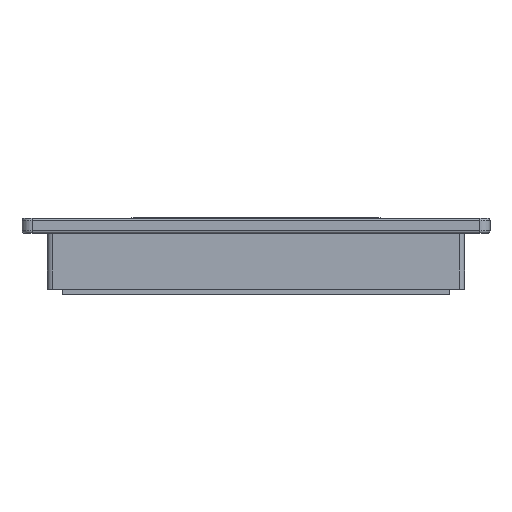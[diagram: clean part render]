
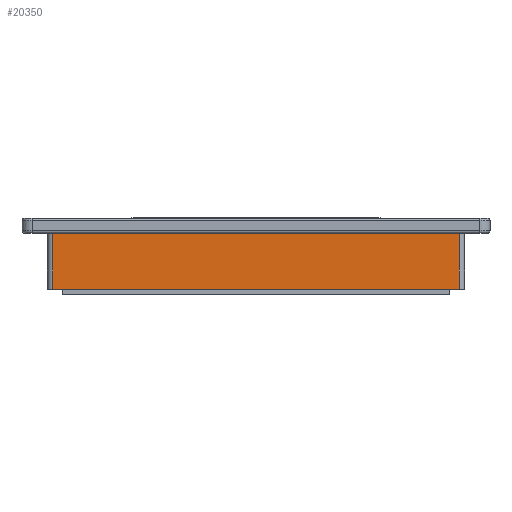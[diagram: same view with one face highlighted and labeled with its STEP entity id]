
A CAD part, left-side view. The second image highlights one B-rep face of the part: STEP entity #20350.
In plain terms, the highlighted face is planar.
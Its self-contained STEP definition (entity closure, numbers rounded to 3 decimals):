
#19960=CARTESIAN_POINT('',(58.999,-40.001,
-1.2));
#19970=DIRECTION('',(1.,0.,0.));
#19980=DIRECTION('',(0.,-1.,0.));
#19990=AXIS2_PLACEMENT_3D('',#19960,#19970,#19980);
#20000=PLANE('',#19990);
#20010=CARTESIAN_POINT('',(58.999,-40.,0.));
#20020=DIRECTION('',(0.,0.,-1.));
#20030=VECTOR('',#20020,1.);
#20040=LINE('',#20010,#20030);
#20050=CARTESIAN_POINT('',(58.999,-40.,0.));
#20060=VERTEX_POINT('',#20050);
#20070=CARTESIAN_POINT('',(58.999,-40.,-11.));
#20080=VERTEX_POINT('',#20070);
#20090=EDGE_CURVE('',#20060,#20080,#20040,.T.);
#20100=ORIENTED_EDGE('',*,*,#20090,.T.);
#20110=CARTESIAN_POINT('',(58.999,0.,0.));
#20120=DIRECTION('',(0.,1.,0.));
#20130=VECTOR('',#20120,1.);
#20140=LINE('',#20110,#20130);
#20150=CARTESIAN_POINT('',(58.999,40.,0.));
#20160=VERTEX_POINT('',#20150);
#20170=EDGE_CURVE('',#20060,#20160,#20140,.T.);
#20180=ORIENTED_EDGE('',*,*,#20170,.F.);
#20190=CARTESIAN_POINT('',(58.999,40.,0.));
#20200=DIRECTION('',(0.,0.,1.));
#20210=VECTOR('',#20200,1.);
#20220=LINE('',#20190,#20210);
#20230=CARTESIAN_POINT('',(58.999,40.,-11.));
#20240=VERTEX_POINT('',#20230);
#20250=EDGE_CURVE('',#20240,#20160,#20220,.T.);
#20260=ORIENTED_EDGE('',*,*,#20250,.T.);
#20270=CARTESIAN_POINT('',(58.999,0.,-11.));
#20280=DIRECTION('',(0.,-1.,0.));
#20290=VECTOR('',#20280,1.);
#20300=LINE('',#20270,#20290);
#20310=EDGE_CURVE('',#20240,#20080,#20300,.T.);
#20320=ORIENTED_EDGE('',*,*,#20310,.F.);
#20330=EDGE_LOOP('',(#20320,#20260,#20180,#20100));
#20340=FACE_OUTER_BOUND('',#20330,.T.);
#20350=ADVANCED_FACE('',(#20340),#20000,.T.);
